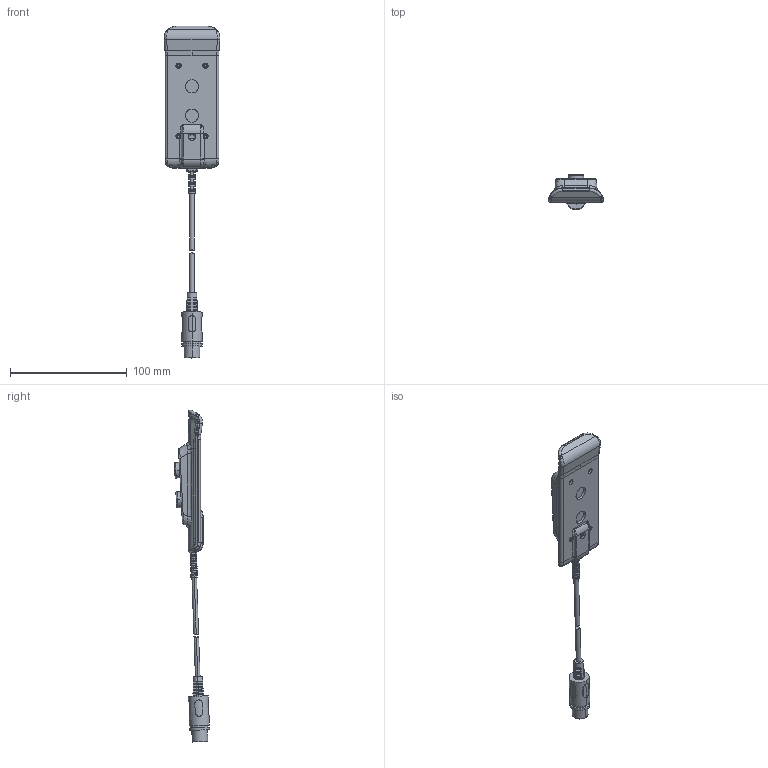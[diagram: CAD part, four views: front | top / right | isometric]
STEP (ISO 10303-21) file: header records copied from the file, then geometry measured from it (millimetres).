
FILE_DESCRIPTION (( 'STEP AP203' ), '1' );
FILE_NAME ('Easy2move Din Connector.STEP', '2019-11-11T09:38:25', ( '' ), ( '' ), 'SwSTEP 2.0', 'SolidWorks 2018', '' );
FILE_SCHEMA (( 'CONFIG_CONTROL_DESIGN' ));
Length unit declared in the file: millimetre
Products named in the file (1): Easy2move Din Connector
Bounding box: 47.19 x 30.13 x 283.77 mm (x, y, z)
Volume: 78350.8 mm3; surface area: 20686.3 mm2
Topology: 2 solids, 3 shells, 1120 faces, 2915 edges, 1839 vertices
Faces by surface type: bspline 451, plane 311, cylinder 286, cone 56, torus 12, sphere 4
Entity records: 65705 total; most frequent: CARTESIAN_POINT 42471, ORIENTED_EDGE 5786, DIRECTION 3468, EDGE_CURVE 2893, VERTEX_POINT 1839, AXIS2_PLACEMENT_3D 1284, B_SPLINE_CURVE_WITH_KNOTS 1189, EDGE_LOOP 1186
